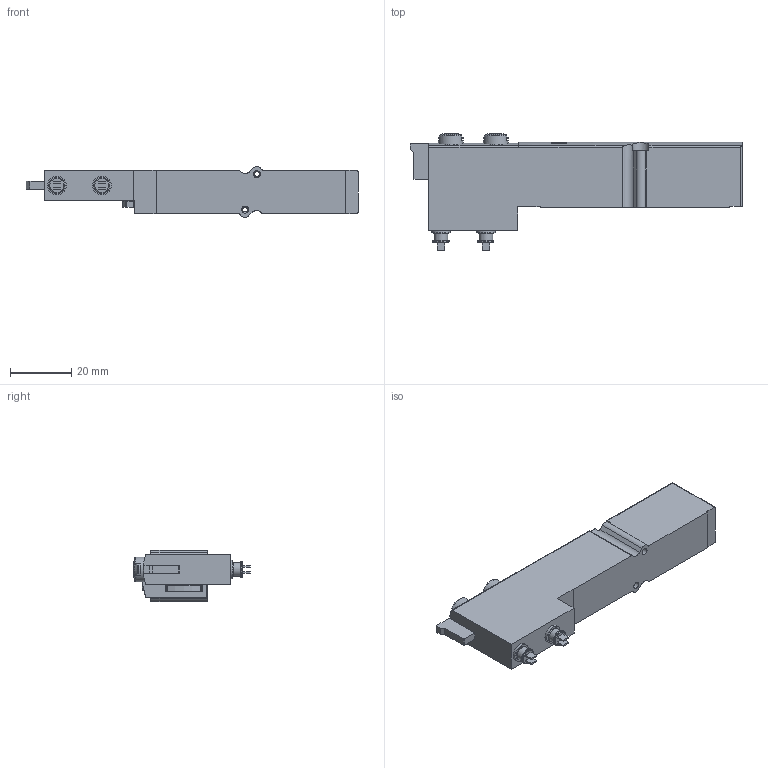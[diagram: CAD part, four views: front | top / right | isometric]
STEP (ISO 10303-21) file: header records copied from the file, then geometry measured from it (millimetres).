
FILE_DESCRIPTION(/* description */ ('STEP AP214'),/* implementation_level */ '2;1');
FILE_NAME(/* name */ '578820_VMPA14-M1HF-DS-PI',/* time_stamp */ '2024-09-16T16:42:13+02:00',/* author */ ('License CC BY-ND 4.0'),/* organization */ ('CADENAS'),/* preprocessor_version */ 'ST-DEVELOPER v19.3',/* originating_system */ 'PARTsolutions',/* authorisation */ ' ');
FILE_SCHEMA (('AUTOMOTIVE_DESIGN {1 0 10303 214 3 1 1}'));
Length unit declared in the file: millimetre
Products named in the file (1): 578820 VMPA14-M1HF-DS-PI
Bounding box: 108.5 x 38.19 x 16.7 mm (x, y, z)
Volume: 30432.3 mm3; surface area: 8959 mm2
Topology: 1 solids, 1 shells, 201 faces, 507 edges, 330 vertices
Faces by surface type: plane 112, cylinder 63, torus 14, cone 10, sphere 2
Full cylindrical faces by diameter (mm): 2.3 x4, 3.9 x2, 4.5 x2, 5.3 x2, 6.1 x2, 8.1 x2
Entity records: 5940 total; most frequent: CARTESIAN_POINT 1105, DIRECTION 1022, ORIENTED_EDGE 942, EDGE_CURVE 471, AXIS2_PLACEMENT_3D 373, VERTEX_POINT 326, LINE 276, VECTOR 276
